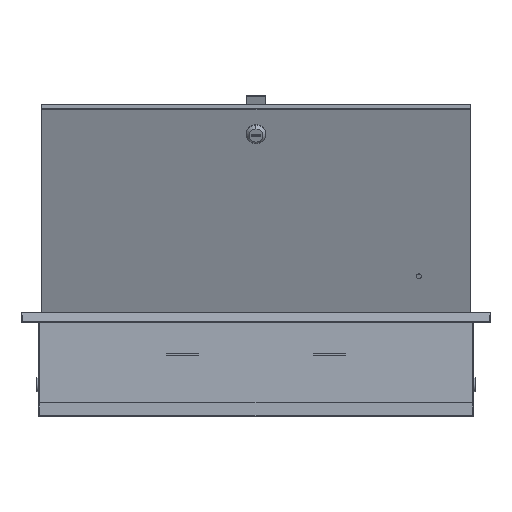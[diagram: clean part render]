
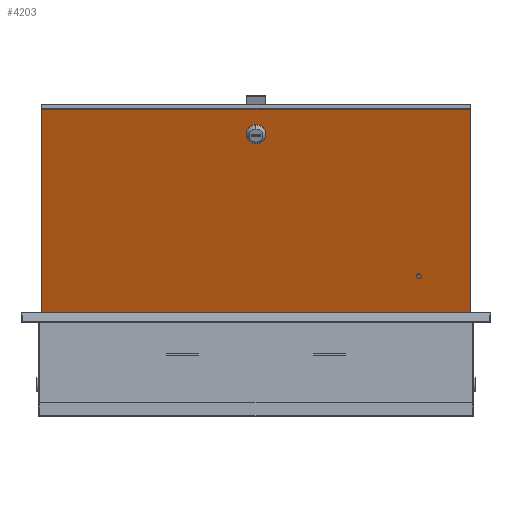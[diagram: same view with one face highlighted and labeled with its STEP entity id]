
A CAD part, left-side view. The second image highlights one B-rep face of the part: STEP entity #4203.
In plain terms, the highlighted face is planar.
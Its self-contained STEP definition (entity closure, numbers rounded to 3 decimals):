
#436 = ORIENTED_EDGE ( 'NONE', *, *, #14393, .F. ) ;
#720 = LINE ( 'NONE', #13695, #1103 ) ;
#797 = CARTESIAN_POINT ( 'NONE',  ( 133., 248., 0. ) ) ;
#1103 = VECTOR ( 'NONE', #10772, 1000. ) ;
#1331 = VERTEX_POINT ( 'NONE', #8513 ) ;
#1781 = VECTOR ( 'NONE', #5534, 1000. ) ;
#2189 = CARTESIAN_POINT ( 'NONE',  ( -133., -248., 0. ) ) ;
#2325 = DIRECTION ( 'NONE',  ( 0., 0., 1. ) ) ;
#2438 = ORIENTED_EDGE ( 'NONE', *, *, #7186, .F. ) ;
#2443 = ORIENTED_EDGE ( 'NONE', *, *, #6079, .T. ) ;
#2833 = VERTEX_POINT ( 'NONE', #9575 ) ;
#3102 = EDGE_CURVE ( 'NONE', #17603, #2833, #720, .T. ) ;
#3977 = DIRECTION ( 'NONE',  ( 0., 1., 0. ) ) ;
#4067 = DIRECTION ( 'NONE',  ( 1., 0., 0. ) ) ;
#4086 = LINE ( 'NONE', #6405, #1781 ) ;
#4203 = ADVANCED_FACE ( 'NONE', ( #15017, #12675 ), #8935, .T. ) ;
#5242 = VERTEX_POINT ( 'NONE', #16249 ) ;
#5467 = DIRECTION ( 'NONE',  ( 0., 0., 1. ) ) ;
#5506 = EDGE_LOOP ( 'NONE', ( #12169, #9066, #9606, #2443 ) ) ;
#5534 = DIRECTION ( 'NONE',  ( -1., 0., 0. ) ) ;
#5744 = DIRECTION ( 'NONE',  ( 1., 0., 0. ) ) ;
#5843 = CIRCLE ( 'NONE', #10850, 11.5 ) ;
#6079 = EDGE_CURVE ( 'NONE', #1331, #7775, #4086, .T. ) ;
#6392 = CARTESIAN_POINT ( 'NONE',  ( 0., 0., 0. ) ) ;
#6405 = CARTESIAN_POINT ( 'NONE',  ( -133., 248., 0. ) ) ;
#7186 = EDGE_CURVE ( 'NONE', #5242, #7221, #5843, .T. ) ;
#7221 = VERTEX_POINT ( 'NONE', #8319 ) ;
#7600 = LINE ( 'NONE', #17420, #11781 ) ;
#7775 = VERTEX_POINT ( 'NONE', #16310 ) ;
#7874 = DIRECTION ( 'NONE',  ( 0., -1., 0. ) ) ;
#8319 = CARTESIAN_POINT ( 'NONE',  ( -113.5, 0., 0. ) ) ;
#8513 = CARTESIAN_POINT ( 'NONE',  ( 133., 248., 0. ) ) ;
#8867 = CARTESIAN_POINT ( 'NONE',  ( -102., 0., 0. ) ) ;
#8892 = EDGE_CURVE ( 'NONE', #7775, #17603, #7600, .T. ) ;
#8935 = PLANE ( 'NONE',  #15793 ) ;
#9066 = ORIENTED_EDGE ( 'NONE', *, *, #3102, .T. ) ;
#9575 = CARTESIAN_POINT ( 'NONE',  ( 133., -248., 0. ) ) ;
#9606 = ORIENTED_EDGE ( 'NONE', *, *, #16570, .T. ) ;
#10772 = DIRECTION ( 'NONE',  ( 1., 0., 0. ) ) ;
#10795 = VECTOR ( 'NONE', #3977, 1000. ) ;
#10850 = AXIS2_PLACEMENT_3D ( 'NONE', #17538, #5467, #16368 ) ;
#11454 = EDGE_LOOP ( 'NONE', ( #2438, #436 ) ) ;
#11716 = LINE ( 'NONE', #797, #10795 ) ;
#11781 = VECTOR ( 'NONE', #7874, 1000. ) ;
#12169 = ORIENTED_EDGE ( 'NONE', *, *, #8892, .T. ) ;
#12675 = FACE_OUTER_BOUND ( 'NONE', #5506, .T. ) ;
#13324 = AXIS2_PLACEMENT_3D ( 'NONE', #8867, #13493, #5744 ) ;
#13493 = DIRECTION ( 'NONE',  ( 0., 0., 1. ) ) ;
#13695 = CARTESIAN_POINT ( 'NONE',  ( -133., -248., 0. ) ) ;
#14393 = EDGE_CURVE ( 'NONE', #7221, #5242, #16757, .T. ) ;
#15017 = FACE_BOUND ( 'NONE', #11454, .T. ) ;
#15793 = AXIS2_PLACEMENT_3D ( 'NONE', #6392, #2325, #4067 ) ;
#16249 = CARTESIAN_POINT ( 'NONE',  ( -90.5, 0., 0. ) ) ;
#16310 = CARTESIAN_POINT ( 'NONE',  ( -133., 248., 0. ) ) ;
#16368 = DIRECTION ( 'NONE',  ( 1., 0., 0. ) ) ;
#16570 = EDGE_CURVE ( 'NONE', #2833, #1331, #11716, .T. ) ;
#16757 = CIRCLE ( 'NONE', #13324, 11.5 ) ;
#17420 = CARTESIAN_POINT ( 'NONE',  ( -133., 248., 0. ) ) ;
#17538 = CARTESIAN_POINT ( 'NONE',  ( -102., 0., 0. ) ) ;
#17603 = VERTEX_POINT ( 'NONE', #2189 ) ;
